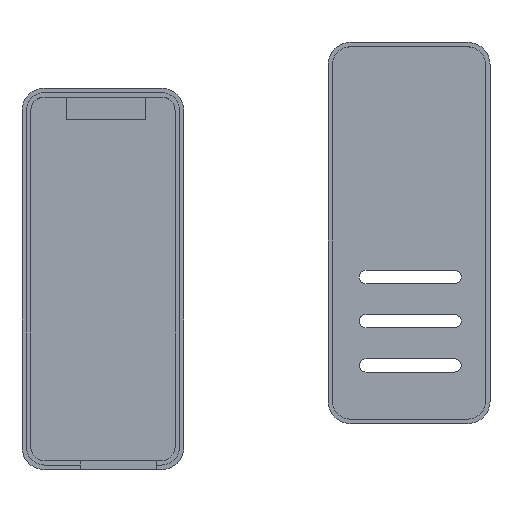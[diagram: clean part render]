
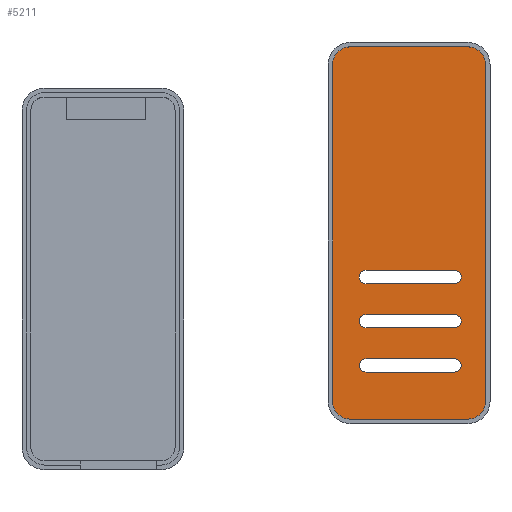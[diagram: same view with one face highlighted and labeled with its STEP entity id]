
A CAD part, top view. The second image highlights one B-rep face of the part: STEP entity #5211.
In plain terms, the highlighted planar face has unit normal (0, 0, 1).
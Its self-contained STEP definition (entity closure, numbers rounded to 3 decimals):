
#331=FACE_BOUND('',#1017,.T.);
#332=FACE_BOUND('',#1018,.T.);
#333=FACE_BOUND('',#1019,.T.);
#444=PLANE('',#5499);
#701=FACE_OUTER_BOUND('',#1016,.T.);
#1016=EDGE_LOOP('',(#4761,#4762,#4763,#4764,#4765,#4766,#4767,#4768));
#1017=EDGE_LOOP('',(#4769,#4770,#4771,#4772));
#1018=EDGE_LOOP('',(#4773,#4774,#4775,#4776));
#1019=EDGE_LOOP('',(#4777,#4778,#4779,#4780));
#1480=LINE('',#9558,#1955);
#1481=LINE('',#9562,#1956);
#1482=LINE('',#9566,#1957);
#1483=LINE('',#9569,#1958);
#1484=LINE('',#9572,#1959);
#1485=LINE('',#9576,#1960);
#1486=LINE('',#9580,#1961);
#1487=LINE('',#9584,#1962);
#1488=LINE('',#9588,#1963);
#1489=LINE('',#9592,#1964);
#1955=VECTOR('',#6467,10.);
#1956=VECTOR('',#6470,10.);
#1957=VECTOR('',#6473,10.);
#1958=VECTOR('',#6476,10.);
#1959=VECTOR('',#6477,10.);
#1960=VECTOR('',#6480,10.);
#1961=VECTOR('',#6483,10.);
#1962=VECTOR('',#6486,10.);
#1963=VECTOR('',#6489,10.);
#1964=VECTOR('',#6492,10.);
#2093=CIRCLE('',#5500,4.);
#2094=CIRCLE('',#5501,4.);
#2095=CIRCLE('',#5502,4.);
#2096=CIRCLE('',#5503,4.);
#2097=CIRCLE('',#5504,1.5);
#2098=CIRCLE('',#5505,1.5);
#2099=CIRCLE('',#5506,1.5);
#2100=CIRCLE('',#5507,1.5);
#2101=CIRCLE('',#5508,1.5);
#2102=CIRCLE('',#5509,1.5);
#2585=VERTEX_POINT('',#9554);
#2586=VERTEX_POINT('',#9555);
#2587=VERTEX_POINT('',#9557);
#2588=VERTEX_POINT('',#9559);
#2589=VERTEX_POINT('',#9561);
#2590=VERTEX_POINT('',#9563);
#2591=VERTEX_POINT('',#9565);
#2592=VERTEX_POINT('',#9567);
#2593=VERTEX_POINT('',#9570);
#2594=VERTEX_POINT('',#9571);
#2595=VERTEX_POINT('',#9573);
#2596=VERTEX_POINT('',#9575);
#2597=VERTEX_POINT('',#9578);
#2598=VERTEX_POINT('',#9579);
#2599=VERTEX_POINT('',#9581);
#2600=VERTEX_POINT('',#9583);
#2601=VERTEX_POINT('',#9586);
#2602=VERTEX_POINT('',#9587);
#2603=VERTEX_POINT('',#9589);
#2604=VERTEX_POINT('',#9591);
#3322=EDGE_CURVE('',#2585,#2586,#2093,.T.);
#3323=EDGE_CURVE('',#2587,#2585,#1480,.T.);
#3324=EDGE_CURVE('',#2588,#2587,#2094,.T.);
#3325=EDGE_CURVE('',#2589,#2588,#1481,.T.);
#3326=EDGE_CURVE('',#2590,#2589,#2095,.T.);
#3327=EDGE_CURVE('',#2591,#2590,#1482,.T.);
#3328=EDGE_CURVE('',#2592,#2591,#2096,.T.);
#3329=EDGE_CURVE('',#2586,#2592,#1483,.T.);
#3330=EDGE_CURVE('',#2593,#2594,#1484,.T.);
#3331=EDGE_CURVE('',#2594,#2595,#2097,.T.);
#3332=EDGE_CURVE('',#2595,#2596,#1485,.T.);
#3333=EDGE_CURVE('',#2596,#2593,#2098,.T.);
#3334=EDGE_CURVE('',#2597,#2598,#1486,.T.);
#3335=EDGE_CURVE('',#2598,#2599,#2099,.T.);
#3336=EDGE_CURVE('',#2599,#2600,#1487,.T.);
#3337=EDGE_CURVE('',#2600,#2597,#2100,.T.);
#3338=EDGE_CURVE('',#2601,#2602,#1488,.T.);
#3339=EDGE_CURVE('',#2602,#2603,#2101,.T.);
#3340=EDGE_CURVE('',#2603,#2604,#1489,.T.);
#3341=EDGE_CURVE('',#2604,#2601,#2102,.T.);
#4761=ORIENTED_EDGE('',*,*,#3322,.F.);
#4762=ORIENTED_EDGE('',*,*,#3323,.F.);
#4763=ORIENTED_EDGE('',*,*,#3324,.F.);
#4764=ORIENTED_EDGE('',*,*,#3325,.F.);
#4765=ORIENTED_EDGE('',*,*,#3326,.F.);
#4766=ORIENTED_EDGE('',*,*,#3327,.F.);
#4767=ORIENTED_EDGE('',*,*,#3328,.F.);
#4768=ORIENTED_EDGE('',*,*,#3329,.F.);
#4769=ORIENTED_EDGE('',*,*,#3330,.T.);
#4770=ORIENTED_EDGE('',*,*,#3331,.T.);
#4771=ORIENTED_EDGE('',*,*,#3332,.T.);
#4772=ORIENTED_EDGE('',*,*,#3333,.T.);
#4773=ORIENTED_EDGE('',*,*,#3334,.T.);
#4774=ORIENTED_EDGE('',*,*,#3335,.T.);
#4775=ORIENTED_EDGE('',*,*,#3336,.T.);
#4776=ORIENTED_EDGE('',*,*,#3337,.T.);
#4777=ORIENTED_EDGE('',*,*,#3338,.T.);
#4778=ORIENTED_EDGE('',*,*,#3339,.T.);
#4779=ORIENTED_EDGE('',*,*,#3340,.T.);
#4780=ORIENTED_EDGE('',*,*,#3341,.T.);
#5211=ADVANCED_FACE('',(#701,#331,#332,#333),#444,.T.);
#5499=AXIS2_PLACEMENT_3D('',#9553,#6463,#6464);
#5500=AXIS2_PLACEMENT_3D('',#9556,#6465,#6466);
#5501=AXIS2_PLACEMENT_3D('',#9560,#6468,#6469);
#5502=AXIS2_PLACEMENT_3D('',#9564,#6471,#6472);
#5503=AXIS2_PLACEMENT_3D('',#9568,#6474,#6475);
#5504=AXIS2_PLACEMENT_3D('',#9574,#6478,#6479);
#5505=AXIS2_PLACEMENT_3D('',#9577,#6481,#6482);
#5506=AXIS2_PLACEMENT_3D('',#9582,#6484,#6485);
#5507=AXIS2_PLACEMENT_3D('',#9585,#6487,#6488);
#5508=AXIS2_PLACEMENT_3D('',#9590,#6490,#6491);
#5509=AXIS2_PLACEMENT_3D('',#9593,#6493,#6494);
#6463=DIRECTION('center_axis',(0.,0.,1.));
#6464=DIRECTION('ref_axis',(1.,0.,0.));
#6465=DIRECTION('center_axis',(0.,0.,-1.));
#6466=DIRECTION('ref_axis',(-0.707,0.707,0.));
#6467=DIRECTION('',(0.,1.,0.));
#6468=DIRECTION('center_axis',(0.,0.,-1.));
#6469=DIRECTION('ref_axis',(-0.707,-0.707,0.));
#6470=DIRECTION('',(-1.,0.,0.));
#6471=DIRECTION('center_axis',(0.,0.,-1.));
#6472=DIRECTION('ref_axis',(0.707,-0.707,0.));
#6473=DIRECTION('',(0.,-1.,0.));
#6474=DIRECTION('center_axis',(0.,0.,-1.));
#6475=DIRECTION('ref_axis',(0.707,0.707,0.));
#6476=DIRECTION('',(1.,0.,0.));
#6477=DIRECTION('',(1.,0.,0.));
#6478=DIRECTION('center_axis',(0.,0.,-1.));
#6479=DIRECTION('ref_axis',(0.,-1.,0.));
#6480=DIRECTION('',(-1.,0.,0.));
#6481=DIRECTION('center_axis',(0.,0.,-1.));
#6482=DIRECTION('ref_axis',(0.,1.,0.));
#6483=DIRECTION('',(-1.,0.,0.));
#6484=DIRECTION('center_axis',(0.,0.,-1.));
#6485=DIRECTION('ref_axis',(0.,1.,0.));
#6486=DIRECTION('',(1.,0.,0.));
#6487=DIRECTION('center_axis',(0.,0.,-1.));
#6488=DIRECTION('ref_axis',(0.,-1.,0.));
#6489=DIRECTION('',(-1.,0.,0.));
#6490=DIRECTION('center_axis',(0.,0.,-1.));
#6491=DIRECTION('ref_axis',(0.,1.,0.));
#6492=DIRECTION('',(1.,0.,0.));
#6493=DIRECTION('center_axis',(0.,0.,-1.));
#6494=DIRECTION('ref_axis',(0.,-1.,0.));
#9553=CARTESIAN_POINT('Origin',(87.527,53.5,1.9));
#9554=CARTESIAN_POINT('',(70.227,91.6,1.9));
#9555=CARTESIAN_POINT('',(74.227,95.6,1.9));
#9556=CARTESIAN_POINT('Origin',(74.227,91.6,1.9));
#9557=CARTESIAN_POINT('',(70.227,15.4,1.9));
#9558=CARTESIAN_POINT('',(70.227,75.05,1.9));
#9559=CARTESIAN_POINT('',(74.227,11.4,1.9));
#9560=CARTESIAN_POINT('Origin',(74.227,15.4,1.9));
#9561=CARTESIAN_POINT('',(100.827,11.4,1.9));
#9562=CARTESIAN_POINT('',(78.377,11.4,1.9));
#9563=CARTESIAN_POINT('',(104.827,15.4,1.9));
#9564=CARTESIAN_POINT('Origin',(100.827,15.4,1.9));
#9565=CARTESIAN_POINT('',(104.827,91.6,1.9));
#9566=CARTESIAN_POINT('',(104.827,31.95,1.9));
#9567=CARTESIAN_POINT('',(100.827,95.6,1.9));
#9568=CARTESIAN_POINT('Origin',(100.827,91.6,1.9));
#9569=CARTESIAN_POINT('',(96.677,95.6,1.9));
#9570=CARTESIAN_POINT('',(77.8,45.071,1.9));
#9571=CARTESIAN_POINT('',(97.8,45.071,1.9));
#9572=CARTESIAN_POINT('',(82.664,45.071,1.9));
#9573=CARTESIAN_POINT('',(97.8,42.071,1.9));
#9574=CARTESIAN_POINT('Origin',(97.8,43.571,1.9));
#9575=CARTESIAN_POINT('',(77.8,42.071,1.9));
#9576=CARTESIAN_POINT('',(92.664,42.071,1.9));
#9577=CARTESIAN_POINT('Origin',(77.8,43.571,1.9));
#9578=CARTESIAN_POINT('',(97.8,32.071,1.9));
#9579=CARTESIAN_POINT('',(77.8,32.071,1.9));
#9580=CARTESIAN_POINT('',(92.664,32.071,1.9));
#9581=CARTESIAN_POINT('',(77.8,35.071,1.9));
#9582=CARTESIAN_POINT('Origin',(77.8,33.571,1.9));
#9583=CARTESIAN_POINT('',(97.8,35.071,1.9));
#9584=CARTESIAN_POINT('',(82.664,35.071,1.9));
#9585=CARTESIAN_POINT('Origin',(97.8,33.571,1.9));
#9586=CARTESIAN_POINT('',(97.8,22.071,1.9));
#9587=CARTESIAN_POINT('',(77.8,22.071,1.9));
#9588=CARTESIAN_POINT('',(92.664,22.071,1.9));
#9589=CARTESIAN_POINT('',(77.8,25.071,1.9));
#9590=CARTESIAN_POINT('Origin',(77.8,23.571,1.9));
#9591=CARTESIAN_POINT('',(97.8,25.071,1.9));
#9592=CARTESIAN_POINT('',(82.664,25.071,1.9));
#9593=CARTESIAN_POINT('Origin',(97.8,23.571,1.9));
